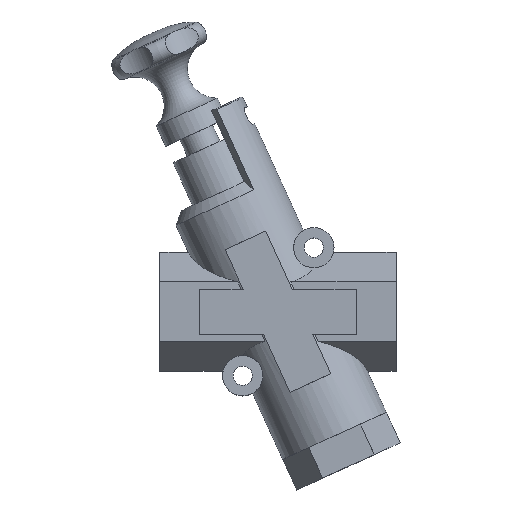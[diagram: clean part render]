
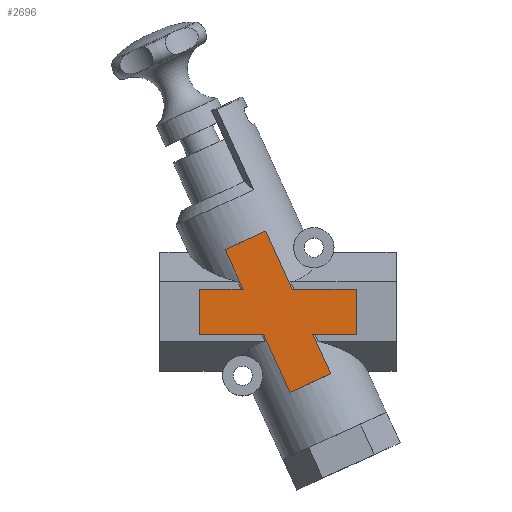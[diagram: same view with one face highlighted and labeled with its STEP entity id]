
A CAD part, top view. The second image highlights one B-rep face of the part: STEP entity #2696.
In plain terms, the highlighted planar face has unit normal (0, 0, 1).
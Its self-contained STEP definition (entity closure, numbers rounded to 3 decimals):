
#51=PLANE('',#2887);
#153=LINE('',#3929,#305);
#159=LINE('',#3941,#311);
#161=LINE('',#3945,#313);
#167=LINE('',#3957,#319);
#220=LINE('',#4095,#372);
#221=LINE('',#4097,#373);
#222=LINE('',#4099,#374);
#223=LINE('',#4100,#375);
#224=LINE('',#4101,#376);
#225=LINE('',#4103,#377);
#226=LINE('',#4104,#378);
#227=LINE('',#4106,#379);
#228=LINE('',#4107,#380);
#229=LINE('',#4108,#381);
#305=VECTOR('',#3143,1000.);
#311=VECTOR('',#3151,1000.);
#313=VECTOR('',#3155,1000.);
#319=VECTOR('',#3163,1000.);
#372=VECTOR('',#3310,1000.);
#373=VECTOR('',#3311,1000.);
#374=VECTOR('',#3312,1000.);
#375=VECTOR('',#3313,1000.);
#376=VECTOR('',#3314,1000.);
#377=VECTOR('',#3315,1000.);
#378=VECTOR('',#3316,1000.);
#379=VECTOR('',#3317,1000.);
#380=VECTOR('',#3318,1000.);
#381=VECTOR('',#3319,1000.);
#760=ORIENTED_EDGE('',*,*,#1229,.T.);
#761=ORIENTED_EDGE('',*,*,#1230,.T.);
#762=ORIENTED_EDGE('',*,*,#1231,.T.);
#763=ORIENTED_EDGE('',*,*,#1159,.T.);
#764=ORIENTED_EDGE('',*,*,#1232,.T.);
#765=ORIENTED_EDGE('',*,*,#1153,.T.);
#766=ORIENTED_EDGE('',*,*,#1233,.T.);
#767=ORIENTED_EDGE('',*,*,#1234,.T.);
#768=ORIENTED_EDGE('',*,*,#1235,.T.);
#769=ORIENTED_EDGE('',*,*,#1236,.T.);
#770=ORIENTED_EDGE('',*,*,#1151,.T.);
#771=ORIENTED_EDGE('',*,*,#1237,.T.);
#772=ORIENTED_EDGE('',*,*,#1145,.T.);
#773=ORIENTED_EDGE('',*,*,#1238,.T.);
#1145=EDGE_CURVE('',#1419,#1418,#153,.T.);
#1151=EDGE_CURVE('',#1421,#1423,#159,.T.);
#1153=EDGE_CURVE('',#1425,#1424,#161,.T.);
#1159=EDGE_CURVE('',#1427,#1429,#167,.T.);
#1229=EDGE_CURVE('',#1468,#1342,#220,.T.);
#1230=EDGE_CURVE('',#1342,#1469,#221,.T.);
#1231=EDGE_CURVE('',#1469,#1427,#222,.T.);
#1232=EDGE_CURVE('',#1429,#1425,#223,.T.);
#1233=EDGE_CURVE('',#1424,#1470,#224,.T.);
#1234=EDGE_CURVE('',#1470,#1389,#225,.T.);
#1235=EDGE_CURVE('',#1389,#1471,#226,.T.);
#1236=EDGE_CURVE('',#1471,#1421,#227,.T.);
#1237=EDGE_CURVE('',#1423,#1419,#228,.T.);
#1238=EDGE_CURVE('',#1418,#1468,#229,.T.);
#1342=VERTEX_POINT('',#3689);
#1389=VERTEX_POINT('',#3868);
#1418=VERTEX_POINT('',#3928);
#1419=VERTEX_POINT('',#3930);
#1421=VERTEX_POINT('',#3936);
#1423=VERTEX_POINT('',#3940);
#1424=VERTEX_POINT('',#3944);
#1425=VERTEX_POINT('',#3946);
#1427=VERTEX_POINT('',#3952);
#1429=VERTEX_POINT('',#3956);
#1468=VERTEX_POINT('',#4096);
#1469=VERTEX_POINT('',#4098);
#1470=VERTEX_POINT('',#4102);
#1471=VERTEX_POINT('',#4105);
#1622=EDGE_LOOP('',(#760,#761,#762,#763,#764,#765,#766,#767,#768,#769,#770,
#771,#772,#773));
#1767=FACE_BOUND('',#1622,.T.);
#2696=ADVANCED_FACE('',(#1767),#51,.T.);
#2887=AXIS2_PLACEMENT_3D('',#4094,#3308,#3309);
#3143=DIRECTION('',(-1.,0.,0.));
#3151=DIRECTION('',(1.,0.,0.));
#3155=DIRECTION('',(1.,0.,0.));
#3163=DIRECTION('',(-1.,0.,0.));
#3308=DIRECTION('',(0.,0.,1.));
#3309=DIRECTION('',(1.,0.,0.));
#3310=DIRECTION('',(-0.91,-0.415,0.));
#3311=DIRECTION('',(-0.91,-0.415,0.));
#3312=DIRECTION('',(0.415,-0.91,0.));
#3313=DIRECTION('',(0.,-1.,0.));
#3314=DIRECTION('',(0.415,-0.91,0.));
#3315=DIRECTION('',(0.91,0.415,0.));
#3316=DIRECTION('',(0.91,0.415,0.));
#3317=DIRECTION('',(-0.415,0.91,0.));
#3318=DIRECTION('',(0.,1.,0.));
#3319=DIRECTION('',(-0.415,0.91,0.));
#3689=CARTESIAN_POINT('',(-14.514,31.849,25.4));
#3868=CARTESIAN_POINT('',(14.514,-31.849,25.4));
#3928=CARTESIAN_POINT('',(6.432,10.,25.4));
#3929=CARTESIAN_POINT('',(35.,10.,25.4));
#3930=CARTESIAN_POINT('',(35.,10.,25.4));
#3936=CARTESIAN_POINT('',(15.547,-10.,25.4));
#3940=CARTESIAN_POINT('',(35.,-10.,25.4));
#3941=CARTESIAN_POINT('',(-35.,-10.,25.4));
#3944=CARTESIAN_POINT('',(-6.432,-10.,25.4));
#3945=CARTESIAN_POINT('',(-35.,-10.,25.4));
#3946=CARTESIAN_POINT('',(-35.,-10.,25.4));
#3952=CARTESIAN_POINT('',(-15.547,10.,25.4));
#3956=CARTESIAN_POINT('',(-35.,10.,25.4));
#3957=CARTESIAN_POINT('',(35.,10.,25.4));
#4094=CARTESIAN_POINT('',(0.,0.,25.4));
#4095=CARTESIAN_POINT('',(-5.415,35.996,25.4));
#4096=CARTESIAN_POINT('',(-5.415,35.996,25.4));
#4097=CARTESIAN_POINT('',(-5.415,35.996,25.4));
#4098=CARTESIAN_POINT('',(-23.614,27.702,25.4));
#4099=CARTESIAN_POINT('',(-23.614,27.702,25.4));
#4100=CARTESIAN_POINT('',(-35.,10.,25.4));
#4101=CARTESIAN_POINT('',(-23.614,27.702,25.4));
#4102=CARTESIAN_POINT('',(5.415,-35.996,25.4));
#4103=CARTESIAN_POINT('',(5.415,-35.996,25.4));
#4104=CARTESIAN_POINT('',(5.415,-35.996,25.4));
#4105=CARTESIAN_POINT('',(23.614,-27.702,25.4));
#4106=CARTESIAN_POINT('',(23.614,-27.702,25.4));
#4107=CARTESIAN_POINT('',(35.,-10.,25.4));
#4108=CARTESIAN_POINT('',(23.614,-27.702,25.4));
